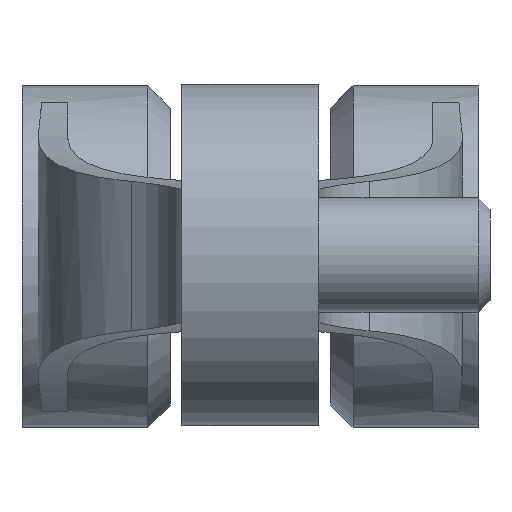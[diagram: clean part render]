
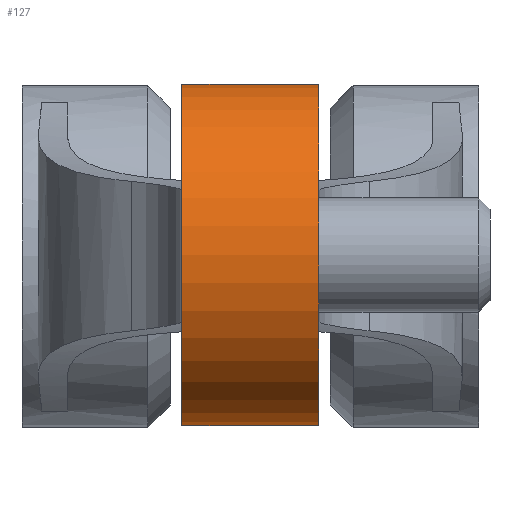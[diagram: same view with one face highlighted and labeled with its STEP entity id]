
A CAD part, top view. The second image highlights one B-rep face of the part: STEP entity #127.
In plain terms, the highlighted cylindrical face has radius 19.05 mm (diameter 38.1 mm), a partial arc.
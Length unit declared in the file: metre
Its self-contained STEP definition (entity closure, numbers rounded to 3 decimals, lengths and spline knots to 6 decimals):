
#127 = ADVANCED_FACE( '', ( #296 ), #297, .T. );
#296 = FACE_OUTER_BOUND( '', #493, .T. );
#297 = CYLINDRICAL_SURFACE( '', #494, 0.01905 );
#493 = EDGE_LOOP( '', ( #801, #802, #803, #804 ) );
#494 = AXIS2_PLACEMENT_3D( '', #805, #806, #807 );
#801 = ORIENTED_EDGE( '', *, *, #1006, .T. );
#802 = ORIENTED_EDGE( '', *, *, #1064, .F. );
#803 = ORIENTED_EDGE( '', *, *, #1048, .F. );
#804 = ORIENTED_EDGE( '', *, *, #1071, .T. );
#805 = CARTESIAN_POINT( '', ( -0.01778, 0., 0. ) );
#806 = DIRECTION( '', ( 1., 0., 0. ) );
#807 = DIRECTION( '', ( 0., 0., 1. ) );
#1006 = EDGE_CURVE( '', #1183, #1187, #1189, .T. );
#1048 = EDGE_CURVE( '', #1255, #1250, #1257, .T. );
#1064 = EDGE_CURVE( '', #1250, #1187, #1280, .T. );
#1071 = EDGE_CURVE( '', #1255, #1183, #1289, .T. );
#1183 = VERTEX_POINT( '', #1442 );
#1187 = VERTEX_POINT( '', #1447 );
#1189 = CIRCLE( '', #1449, 0.01905 );
#1250 = VERTEX_POINT( '', #1576 );
#1255 = VERTEX_POINT( '', #1582 );
#1257 = CIRCLE( '', #1584, 0.01905 );
#1280 = LINE( '', #1755, #1756 );
#1289 = LINE( '', #1781, #1782 );
#1442 = CARTESIAN_POINT( '', ( -0.03302, 0.017185, -0.008222 ) );
#1447 = CARTESIAN_POINT( '', ( -0.03302, -0.017185, -0.008222 ) );
#1449 = AXIS2_PLACEMENT_3D( '', #1969, #1970, #1971 );
#1576 = CARTESIAN_POINT( '', ( -0.01778, -0.017185, -0.008222 ) );
#1582 = CARTESIAN_POINT( '', ( -0.01778, 0.017185, -0.008222 ) );
#1584 = AXIS2_PLACEMENT_3D( '', #2030, #2031, #2032 );
#1755 = CARTESIAN_POINT( '', ( 0.0127, -0.017185, -0.008222 ) );
#1756 = VECTOR( '', #2042, 1. );
#1781 = CARTESIAN_POINT( '', ( 0.0127, 0.017185, -0.008222 ) );
#1782 = VECTOR( '', #2053, 1. );
#1969 = CARTESIAN_POINT( '', ( -0.03302, 0., 0. ) );
#1970 = DIRECTION( '', ( 1., 0., 0. ) );
#1971 = DIRECTION( '', ( 0., 1., -0.001 ) );
#2030 = CARTESIAN_POINT( '', ( -0.01778, 0., 0. ) );
#2031 = DIRECTION( '', ( 1., 0., 0. ) );
#2032 = DIRECTION( '', ( 0., 1., -0.001 ) );
#2042 = DIRECTION( '', ( -1., 0., 0. ) );
#2053 = DIRECTION( '', ( -1., 0., 0. ) );
